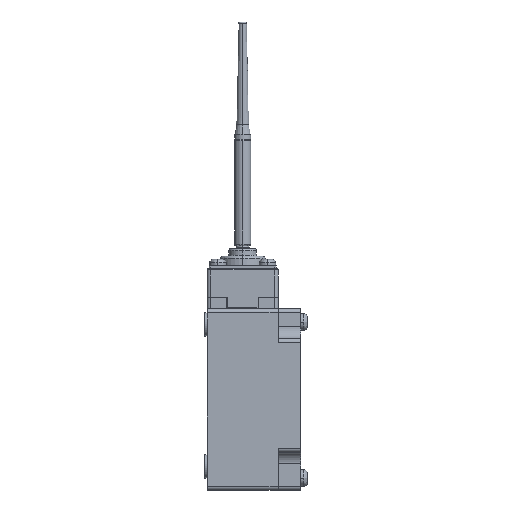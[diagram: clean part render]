
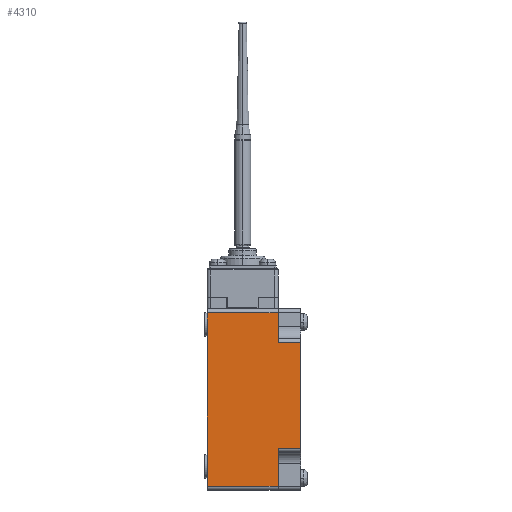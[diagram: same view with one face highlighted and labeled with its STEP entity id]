
A CAD part, left-side view. The second image highlights one B-rep face of the part: STEP entity #4310.
In plain terms, the highlighted planar face has unit normal (-1, 0, 0).
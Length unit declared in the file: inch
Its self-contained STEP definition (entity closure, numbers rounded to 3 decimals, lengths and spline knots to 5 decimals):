
#98 = CARTESIAN_POINT ( 'NONE',  ( -0.7874, -0.03937, 0. ) ) ;
#109 = DIRECTION ( 'NONE',  ( -1., 0., 0. ) ) ;
#249 = VECTOR ( 'NONE', #7100, 39.37008 ) ;
#296 = AXIS2_PLACEMENT_3D ( 'NONE', #5447, #109, #4733 ) ;
#334 = CARTESIAN_POINT ( 'NONE',  ( -0.7874, -1.22047, -2.75591 ) ) ;
#370 = ORIENTED_EDGE ( 'NONE', *, *, #5171, .T. ) ;
#425 = ORIENTED_EDGE ( 'NONE', *, *, #2334, .T. ) ;
#447 = CARTESIAN_POINT ( 'NONE',  ( -0.7874, -0.03937, -0.29528 ) ) ;
#539 = VERTEX_POINT ( 'NONE', #5930 ) ;
#722 = VECTOR ( 'NONE', #7261, 39.37008 ) ;
#1160 = DIRECTION ( 'NONE',  ( 0., -1., 0. ) ) ;
#1286 = CARTESIAN_POINT ( 'NONE',  ( -0.7874, -1.22047, -0.29528 ) ) ;
#1386 = LINE ( 'NONE', #5032, #249 ) ;
#1436 = EDGE_CURVE ( 'NONE', #5617, #7941, #5821, .T. ) ;
#1540 = LINE ( 'NONE', #2523, #722 ) ;
#1648 = CARTESIAN_POINT ( 'NONE',  ( -0.7874, -0.03937, -1.25 ) ) ;
#1769 = CARTESIAN_POINT ( 'NONE',  ( -0.7874, -1.22047, 0.19685 ) ) ;
#2157 = CARTESIAN_POINT ( 'NONE',  ( -0.7874, -1.59449, -2.06693 ) ) ;
#2285 = LINE ( 'NONE', #7953, #8188 ) ;
#2334 = EDGE_CURVE ( 'NONE', #5196, #5425, #3033, .T. ) ;
#2451 = VECTOR ( 'NONE', #8280, 39.37008 ) ;
#2523 = CARTESIAN_POINT ( 'NONE',  ( -0.7874, -0.03937, -1.25 ) ) ;
#2576 = VERTEX_POINT ( 'NONE', #1769 ) ;
#2690 = EDGE_CURVE ( 'NONE', #539, #3481, #8187, .T. ) ;
#2763 = EDGE_CURVE ( 'NONE', #5014, #539, #1540, .T. ) ;
#2764 = FACE_OUTER_BOUND ( 'NONE', #3687, .T. ) ;
#2955 = ORIENTED_EDGE ( 'NONE', *, *, #8707, .T. ) ;
#3033 = LINE ( 'NONE', #447, #3250 ) ;
#3037 = DIRECTION ( 'NONE',  ( 0., 1., 0. ) ) ;
#3250 = VECTOR ( 'NONE', #3037, 39.37008 ) ;
#3481 = VERTEX_POINT ( 'NONE', #98 ) ;
#3673 = DIRECTION ( 'NONE',  ( 0., 0., 1. ) ) ;
#3687 = EDGE_LOOP ( 'NONE', ( #8701, #6376, #6075, #6935, #8227, #2955, #370, #425, #5198, #3944 ) ) ;
#3689 = EDGE_CURVE ( 'NONE', #5617, #5014, #4453, .T. ) ;
#3748 = DIRECTION ( 'NONE',  ( 0., 0., 1. ) ) ;
#3909 = CARTESIAN_POINT ( 'NONE',  ( -0.7874, -0.03937, 0.19685 ) ) ;
#3927 = CARTESIAN_POINT ( 'NONE',  ( -0.7874, -1.22047, -2.69685 ) ) ;
#3944 = ORIENTED_EDGE ( 'NONE', *, *, #8602, .T. ) ;
#3974 = EDGE_CURVE ( 'NONE', #5425, #2576, #1386, .T. ) ;
#4217 = CARTESIAN_POINT ( 'NONE',  ( -0.7874, -0.03937, -2.69685 ) ) ;
#4310 = ADVANCED_FACE ( 'NONE', ( #2764 ), #7472, .T. ) ;
#4453 = LINE ( 'NONE', #4217, #2451 ) ;
#4511 = CARTESIAN_POINT ( 'NONE',  ( -0.7874, -1.59449, -0.29528 ) ) ;
#4563 = LINE ( 'NONE', #7545, #8464 ) ;
#4733 = DIRECTION ( 'NONE',  ( 0., 0., 1. ) ) ;
#5014 = VERTEX_POINT ( 'NONE', #5766 ) ;
#5032 = CARTESIAN_POINT ( 'NONE',  ( -0.7874, -1.22047, -2.75591 ) ) ;
#5050 = EDGE_CURVE ( 'NONE', #3481, #5244, #6403, .T. ) ;
#5096 = CARTESIAN_POINT ( 'NONE',  ( -0.7874, -0.03937, -2.06693 ) ) ;
#5171 = EDGE_CURVE ( 'NONE', #5877, #5196, #2285, .T. ) ;
#5187 = CARTESIAN_POINT ( 'NONE',  ( -0.7874, -0.03937, -1.25 ) ) ;
#5196 = VERTEX_POINT ( 'NONE', #4511 ) ;
#5198 = ORIENTED_EDGE ( 'NONE', *, *, #3974, .T. ) ;
#5244 = VERTEX_POINT ( 'NONE', #3909 ) ;
#5306 = VECTOR ( 'NONE', #1160, 39.37008 ) ;
#5425 = VERTEX_POINT ( 'NONE', #1286 ) ;
#5447 = CARTESIAN_POINT ( 'NONE',  ( -0.7874, -0.03937, -2.75591 ) ) ;
#5467 = VECTOR ( 'NONE', #6450, 39.37008 ) ;
#5617 = VERTEX_POINT ( 'NONE', #3927 ) ;
#5766 = CARTESIAN_POINT ( 'NONE',  ( -0.7874, -0.03937, -2.69685 ) ) ;
#5821 = LINE ( 'NONE', #334, #7096 ) ;
#5877 = VERTEX_POINT ( 'NONE', #2157 ) ;
#5930 = CARTESIAN_POINT ( 'NONE',  ( -0.7874, -0.03937, -2.3622 ) ) ;
#6075 = ORIENTED_EDGE ( 'NONE', *, *, #2763, .F. ) ;
#6250 = DIRECTION ( 'NONE',  ( 0., 1., 0. ) ) ;
#6376 = ORIENTED_EDGE ( 'NONE', *, *, #2690, .F. ) ;
#6403 = LINE ( 'NONE', #1648, #5467 ) ;
#6450 = DIRECTION ( 'NONE',  ( 0., 0., 1. ) ) ;
#6464 = LINE ( 'NONE', #5096, #5306 ) ;
#6935 = ORIENTED_EDGE ( 'NONE', *, *, #3689, .F. ) ;
#7096 = VECTOR ( 'NONE', #3673, 39.37008 ) ;
#7100 = DIRECTION ( 'NONE',  ( 0., 0., 1. ) ) ;
#7261 = DIRECTION ( 'NONE',  ( 0., 0., 1. ) ) ;
#7472 = PLANE ( 'NONE',  #296 ) ;
#7545 = CARTESIAN_POINT ( 'NONE',  ( -0.7874, -0.03937, 0.19685 ) ) ;
#7582 = CARTESIAN_POINT ( 'NONE',  ( -0.7874, -1.22047, -2.06693 ) ) ;
#7756 = VECTOR ( 'NONE', #3748, 39.37008 ) ;
#7827 = DIRECTION ( 'NONE',  ( 0., 0., 1. ) ) ;
#7941 = VERTEX_POINT ( 'NONE', #7582 ) ;
#7953 = CARTESIAN_POINT ( 'NONE',  ( -0.7874, -1.59449, -2.75591 ) ) ;
#8187 = LINE ( 'NONE', #5187, #7756 ) ;
#8188 = VECTOR ( 'NONE', #7827, 39.37008 ) ;
#8227 = ORIENTED_EDGE ( 'NONE', *, *, #1436, .T. ) ;
#8280 = DIRECTION ( 'NONE',  ( 0., 1., 0. ) ) ;
#8464 = VECTOR ( 'NONE', #6250, 39.37008 ) ;
#8602 = EDGE_CURVE ( 'NONE', #2576, #5244, #4563, .T. ) ;
#8701 = ORIENTED_EDGE ( 'NONE', *, *, #5050, .F. ) ;
#8707 = EDGE_CURVE ( 'NONE', #7941, #5877, #6464, .T. ) ;
